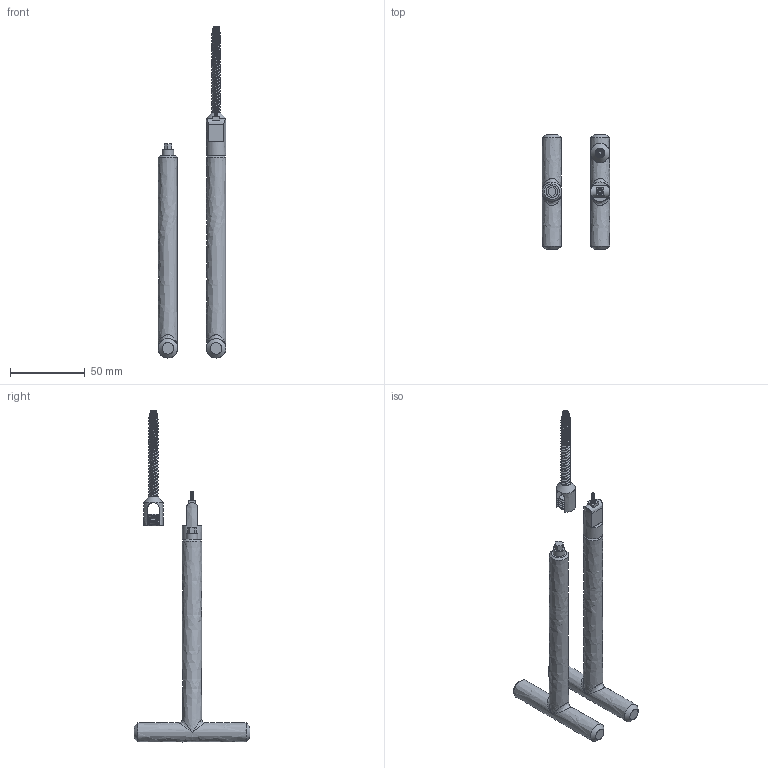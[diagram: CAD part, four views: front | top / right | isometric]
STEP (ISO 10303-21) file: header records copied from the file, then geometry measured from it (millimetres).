
FILE_DESCRIPTION(('FreeCAD Model'),'2;1');
FILE_NAME('Open CASCADE Shape Model','2025-04-29T07:47:41',('FreeCAD'),( 'FreeCAD'),'Open CASCADE STEP processor 7.6','FreeCAD','Unknown');
FILE_SCHEMA(('AUTOMOTIVE_DESIGN { 1 0 10303 214 1 1 1 1 }'));
Products named in the file (1): Open CASCADE STEP translator 7.6 1
Bounding box: 45.26 x 77.59 x 222.43 mm (x, y, z)
Volume: 57988.2 mm3; surface area: 23075.9 mm2
Topology: 6 solids, 6 shells, 675 faces, 3185 edges, 2277 vertices
Faces by surface type: bspline 675
Entity records: 95121 total; most frequent: CARTESIAN_POINT 76915, ORIENTED_EDGE 6354, EDGE_CURVE 3177, B_SPLINE_CURVE_WITH_KNOTS 3082, VERTEX_POINT 2277, FACE_BOUND 1244, EDGE_LOOP 1244, ADVANCED_FACE 675
